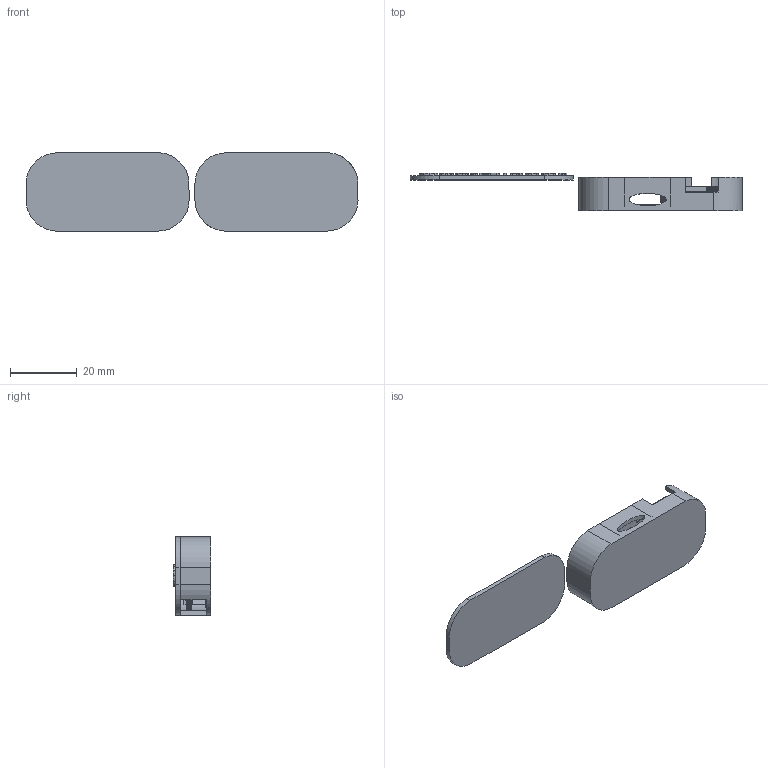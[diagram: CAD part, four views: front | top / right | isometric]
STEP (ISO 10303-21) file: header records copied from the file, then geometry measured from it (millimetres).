
FILE_DESCRIPTION(/* description */ (''),/* implementation_level */ '2;1');
FILE_NAME(/* name */ 'CastMinder.step',/* time_stamp */ '2016-10-09T20:48:58-04:00',/* author */ (''),/* organization */ (''),/* preprocessor_version */ 'ST-DEVELOPER v16.5',/* originating_system */ 'Autodesk Translation Framework v5.2.0.2031',/* authorisation */ '');
FILE_SCHEMA (('AUTOMOTIVE_DESIGN { 1 0 10303 214 3 1 1 }'));
Length unit declared in the file: centimetre
Products named in the file (90): BeanCaseRev2 v2; BeanCaseRev1 v10; BEAN_MODEL_REVE_1.1.0 v1; Board; Free-Models; RES0402; RES0805; BTLE_REVE_NORM_James_for_step_model; Board_2; A1; 382854208; Extruded; TP23; TP22; TP21; TP20; TP19; TP18; TP17; TP12; C15; C14; C13; TP16; TP15; TP14; TP13; TP10; TP9; TP8; TP7; TP6; 382853824; Extruded_3; TP5; TP4; TP3; TP2; TP1; 382854080 ...
Assembly tree (145 placements, depth 8):
  BeanCaseRev2 v2
    BeanCaseRev1 v10
      BEAN_MODEL_REVE_1.1.0 v1
        Board
        Free-Models
          RES0402  x15
          RES0805  x3
          BTLE_REVE_NORM_James_for_step_model
            Board_2
            A1
              382854208
                Extruded
            TP23
              382854080
                Extruded_2
            TP22
              382853824
                Extruded_3
            TP21
              382853824
                Extruded_3
            TP20
              382853824
                Extruded_3
            TP19
              382853824
                Extruded_3
            TP18
              382853824
                Extruded_3
            TP17
              382853824
                Extruded_3
            TP12
              382853824
                Extruded_3
            C15
              382853440
                Extruded_4
            C14
              382852288
                Extruded_5
            C13
              382852288
                Extruded_5
            TP16
              382853824
                Extruded_3
            TP15
              382853824
                Extruded_3
            TP14
              382853824
                Extruded_3
            TP13
              382853824
                Extruded_3
            TP10
              382853824
                Extruded_3
Bounding box: 99.84 x 11.33 x 23.52 mm (x, y, z)
Volume: 5644.9 mm3; surface area: 10588.7 mm2
Topology: 135 solids, 135 shells, 1453 faces, 3490 edges, 2321 vertices
Faces by surface type: plane 998, bspline 266, cylinder 189
Full cylindrical faces by diameter (mm): 0.203 x74, 1.016 x50
Entity records: 29565 total; most frequent: CARTESIAN_POINT 7396, ORIENTED_EDGE 4144, DIRECTION 3879, EDGE_CURVE 2070, VERTEX_POINT 1457, LINE 1435, VECTOR 1435, AXIS2_PLACEMENT_3D 1222
